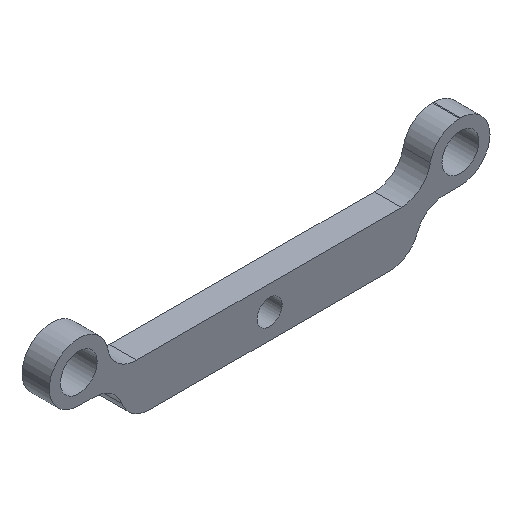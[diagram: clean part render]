
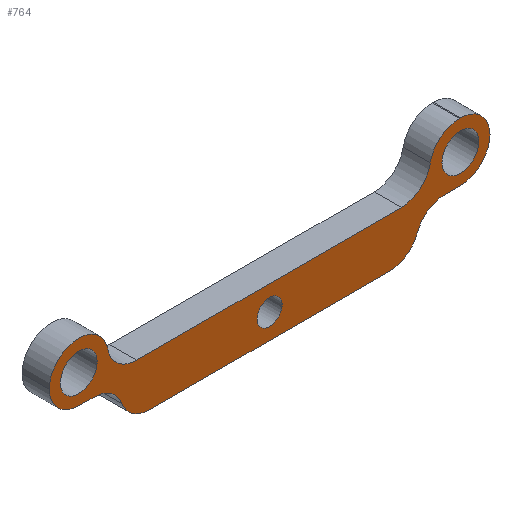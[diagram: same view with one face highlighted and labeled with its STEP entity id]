
A CAD part, isometric view. The second image highlights one B-rep face of the part: STEP entity #764.
In plain terms, the highlighted planar face has unit normal (0, -1, 0).
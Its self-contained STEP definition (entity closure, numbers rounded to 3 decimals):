
#23=FACE_BOUND('',#93,.T.);
#24=FACE_BOUND('',#94,.T.);
#25=FACE_BOUND('',#95,.T.);
#35=PLANE('',#824);
#50=FACE_OUTER_BOUND('',#92,.T.);
#92=EDGE_LOOP('',(#511,#512,#513,#514,#515,#516,#517,#518,#519,#520,#521,
#522,#523,#524,#525,#526));
#93=EDGE_LOOP('',(#527));
#94=EDGE_LOOP('',(#528));
#95=EDGE_LOOP('',(#529));
#146=LINE('',#1193,#204);
#147=LINE('',#1199,#205);
#148=LINE('',#1205,#206);
#149=LINE('',#1211,#207);
#150=LINE('',#1219,#208);
#204=VECTOR('',#935,10.);
#205=VECTOR('',#940,10.);
#206=VECTOR('',#945,10.);
#207=VECTOR('',#950,10.);
#208=VECTOR('',#957,10.);
#262=CIRCLE('',#823,3.075);
#263=CIRCLE('',#825,7.25);
#264=CIRCLE('',#826,7.25);
#265=CIRCLE('',#827,7.25);
#266=CIRCLE('',#828,7.25);
#267=CIRCLE('',#829,7.25);
#268=CIRCLE('',#830,7.25);
#269=CIRCLE('',#831,7.25);
#270=CIRCLE('',#832,7.25);
#271=CIRCLE('',#833,7.25);
#272=CIRCLE('',#834,7.25);
#273=CIRCLE('',#835,7.25);
#274=CIRCLE('',#836,4.513);
#275=CIRCLE('',#837,4.513);
#318=VERTEX_POINT('',#1185);
#319=VERTEX_POINT('',#1189);
#320=VERTEX_POINT('',#1190);
#321=VERTEX_POINT('',#1192);
#322=VERTEX_POINT('',#1194);
#323=VERTEX_POINT('',#1196);
#324=VERTEX_POINT('',#1198);
#325=VERTEX_POINT('',#1200);
#326=VERTEX_POINT('',#1202);
#327=VERTEX_POINT('',#1204);
#328=VERTEX_POINT('',#1206);
#329=VERTEX_POINT('',#1208);
#330=VERTEX_POINT('',#1210);
#331=VERTEX_POINT('',#1212);
#332=VERTEX_POINT('',#1214);
#333=VERTEX_POINT('',#1216);
#334=VERTEX_POINT('',#1218);
#335=VERTEX_POINT('',#1221);
#336=VERTEX_POINT('',#1223);
#395=EDGE_CURVE('',#318,#318,#262,.T.);
#396=EDGE_CURVE('',#319,#320,#263,.T.);
#397=EDGE_CURVE('',#319,#321,#146,.T.);
#398=EDGE_CURVE('',#322,#321,#264,.T.);
#399=EDGE_CURVE('',#323,#322,#265,.T.);
#400=EDGE_CURVE('',#323,#324,#147,.T.);
#401=EDGE_CURVE('',#325,#324,#266,.T.);
#402=EDGE_CURVE('',#326,#325,#267,.T.);
#403=EDGE_CURVE('',#326,#327,#148,.T.);
#404=EDGE_CURVE('',#328,#327,#268,.T.);
#405=EDGE_CURVE('',#329,#328,#269,.T.);
#406=EDGE_CURVE('',#329,#330,#149,.T.);
#407=EDGE_CURVE('',#331,#330,#270,.T.);
#408=EDGE_CURVE('',#332,#331,#271,.T.);
#409=EDGE_CURVE('',#333,#332,#272,.T.);
#410=EDGE_CURVE('',#333,#334,#150,.T.);
#411=EDGE_CURVE('',#320,#334,#273,.T.);
#412=EDGE_CURVE('',#335,#335,#274,.T.);
#413=EDGE_CURVE('',#336,#336,#275,.T.);
#511=ORIENTED_EDGE('',*,*,#396,.F.);
#512=ORIENTED_EDGE('',*,*,#397,.T.);
#513=ORIENTED_EDGE('',*,*,#398,.F.);
#514=ORIENTED_EDGE('',*,*,#399,.F.);
#515=ORIENTED_EDGE('',*,*,#400,.T.);
#516=ORIENTED_EDGE('',*,*,#401,.F.);
#517=ORIENTED_EDGE('',*,*,#402,.F.);
#518=ORIENTED_EDGE('',*,*,#403,.T.);
#519=ORIENTED_EDGE('',*,*,#404,.F.);
#520=ORIENTED_EDGE('',*,*,#405,.F.);
#521=ORIENTED_EDGE('',*,*,#406,.T.);
#522=ORIENTED_EDGE('',*,*,#407,.F.);
#523=ORIENTED_EDGE('',*,*,#408,.F.);
#524=ORIENTED_EDGE('',*,*,#409,.F.);
#525=ORIENTED_EDGE('',*,*,#410,.T.);
#526=ORIENTED_EDGE('',*,*,#411,.F.);
#527=ORIENTED_EDGE('',*,*,#395,.T.);
#528=ORIENTED_EDGE('',*,*,#412,.T.);
#529=ORIENTED_EDGE('',*,*,#413,.T.);
#764=ADVANCED_FACE('',(#50,#23,#24,#25),#35,.F.);
#823=AXIS2_PLACEMENT_3D('',#1187,#929,#930);
#824=AXIS2_PLACEMENT_3D('',#1188,#931,#932);
#825=AXIS2_PLACEMENT_3D('',#1191,#933,#934);
#826=AXIS2_PLACEMENT_3D('',#1195,#936,#937);
#827=AXIS2_PLACEMENT_3D('',#1197,#938,#939);
#828=AXIS2_PLACEMENT_3D('',#1201,#941,#942);
#829=AXIS2_PLACEMENT_3D('',#1203,#943,#944);
#830=AXIS2_PLACEMENT_3D('',#1207,#946,#947);
#831=AXIS2_PLACEMENT_3D('',#1209,#948,#949);
#832=AXIS2_PLACEMENT_3D('',#1213,#951,#952);
#833=AXIS2_PLACEMENT_3D('',#1215,#953,#954);
#834=AXIS2_PLACEMENT_3D('',#1217,#955,#956);
#835=AXIS2_PLACEMENT_3D('',#1220,#958,#959);
#836=AXIS2_PLACEMENT_3D('',#1222,#960,#961);
#837=AXIS2_PLACEMENT_3D('',#1224,#962,#963);
#929=DIRECTION('center_axis',(0.,1.,0.));
#930=DIRECTION('ref_axis',(-1.,0.,0.));
#931=DIRECTION('center_axis',(0.,1.,0.));
#932=DIRECTION('ref_axis',(0.,0.,-1.));
#933=DIRECTION('center_axis',(0.,1.,0.));
#934=DIRECTION('ref_axis',(0.,0.,1.));
#935=DIRECTION('',(1.,0.,0.));
#936=DIRECTION('center_axis',(0.,1.,0.));
#937=DIRECTION('ref_axis',(0.,0.,1.));
#938=DIRECTION('center_axis',(0.,-1.,0.));
#939=DIRECTION('ref_axis',(-0.707,0.,0.707));
#940=DIRECTION('',(1.,0.,0.));
#941=DIRECTION('center_axis',(0.,1.,0.));
#942=DIRECTION('ref_axis',(1.,0.,-0.021));
#943=DIRECTION('center_axis',(0.,1.,0.));
#944=DIRECTION('ref_axis',(0.707,0.,0.707));
#945=DIRECTION('',(-1.,0.,0.));
#946=DIRECTION('center_axis',(0.,1.,0.));
#947=DIRECTION('ref_axis',(0.,0.,-1.));
#948=DIRECTION('center_axis',(0.,-1.,0.));
#949=DIRECTION('ref_axis',(0.707,0.,-0.707));
#950=DIRECTION('',(-1.,0.,0.));
#951=DIRECTION('center_axis',(0.,-1.,0.));
#952=DIRECTION('ref_axis',(0.,0.,1.));
#953=DIRECTION('center_axis',(0.,1.,0.));
#954=DIRECTION('ref_axis',(-0.707,0.,0.707));
#955=DIRECTION('center_axis',(0.,1.,0.));
#956=DIRECTION('ref_axis',(-1.,0.,-0.021));
#957=DIRECTION('',(1.,0.,0.));
#958=DIRECTION('center_axis',(0.,-1.,0.));
#959=DIRECTION('ref_axis',(0.707,0.,0.707));
#960=DIRECTION('center_axis',(0.,1.,0.));
#961=DIRECTION('ref_axis',(-1.,0.,0.));
#962=DIRECTION('center_axis',(0.,1.,0.));
#963=DIRECTION('ref_axis',(-1.,0.,0.));
#1185=CARTESIAN_POINT('',(56.331,0.,56.672));
#1187=CARTESIAN_POINT('Origin',(53.256,0.,
56.672));
#1188=CARTESIAN_POINT('Origin',(53.256,0.,
62.553));
#1189=CARTESIAN_POINT('',(23.867,0.,50.628));
#1190=CARTESIAN_POINT('',(17.062,0.,55.378));
#1191=CARTESIAN_POINT('Origin',(23.867,0.,
57.878));
#1192=CARTESIAN_POINT('',(82.646,0.,50.628));
#1193=CARTESIAN_POINT('',(53.256,0.,50.628));
#1194=CARTESIAN_POINT('',(89.451,0.,55.378));
#1195=CARTESIAN_POINT('Origin',(82.646,0.,
57.878));
#1196=CARTESIAN_POINT('',(96.256,0.,60.127));
#1197=CARTESIAN_POINT('Origin',(96.256,0.,
52.877));
#1198=CARTESIAN_POINT('',(100.008,0.,60.127));
#1199=CARTESIAN_POINT('',(80.256,0.,60.127));
#1200=CARTESIAN_POINT('',(107.256,0.,67.228));
#1201=CARTESIAN_POINT('Origin',(100.008,0.,
67.377));
#1202=CARTESIAN_POINT('',(100.006,0.,74.478));
#1203=CARTESIAN_POINT('Origin',(100.006,0.,67.228));
#1204=CARTESIAN_POINT('',(99.746,0.,74.478));
#1205=CARTESIAN_POINT('',(53.256,0.,74.478));
#1206=CARTESIAN_POINT('',(92.626,0.,68.597));
#1207=CARTESIAN_POINT('Origin',(99.746,0.,
67.228));
#1208=CARTESIAN_POINT('',(85.506,0.,62.716));
#1209=CARTESIAN_POINT('Origin',(85.506,0.,
69.966));
#1210=CARTESIAN_POINT('',(20.746,0.,62.716));
#1211=CARTESIAN_POINT('',(33.506,0.,62.716));
#1212=CARTESIAN_POINT('',(13.626,0.,68.597));
#1213=CARTESIAN_POINT('Origin',(20.746,0.,
69.966));
#1214=CARTESIAN_POINT('',(-0.744,0.,67.228));
#1215=CARTESIAN_POINT('Origin',(6.506,0.,
67.228));
#1216=CARTESIAN_POINT('',(6.505,0.,60.127));
#1217=CARTESIAN_POINT('Origin',(6.505,0.,
67.377));
#1218=CARTESIAN_POINT('',(10.256,0.,60.127));
#1219=CARTESIAN_POINT('',(35.381,0.,60.127));
#1220=CARTESIAN_POINT('Origin',(10.256,0.,
52.877));
#1221=CARTESIAN_POINT('',(11.019,0.,67.228));
#1222=CARTESIAN_POINT('Origin',(6.506,0.,
67.228));
#1223=CARTESIAN_POINT('',(104.519,0.,67.228));
#1224=CARTESIAN_POINT('Origin',(100.006,0.,67.228));
